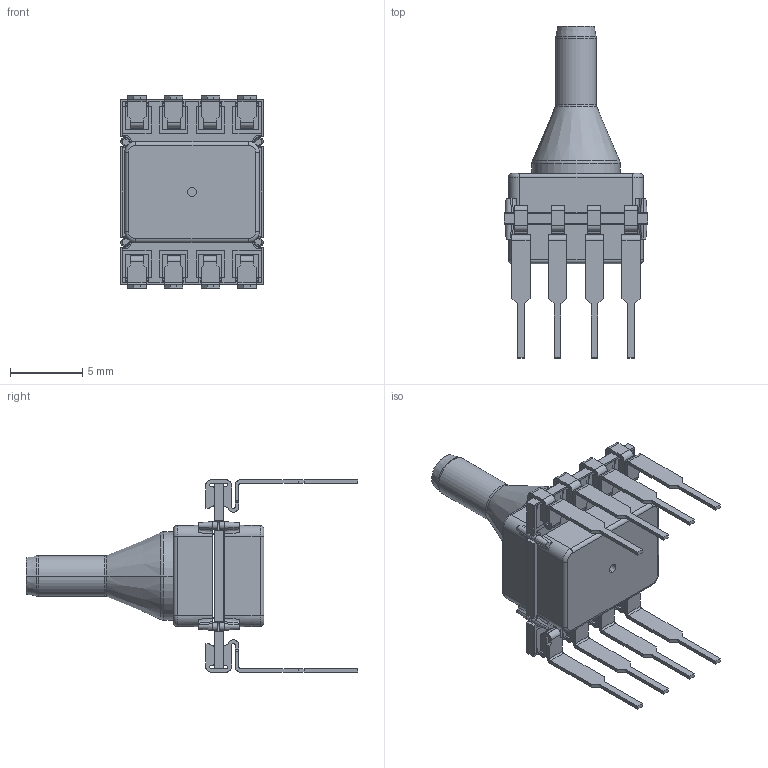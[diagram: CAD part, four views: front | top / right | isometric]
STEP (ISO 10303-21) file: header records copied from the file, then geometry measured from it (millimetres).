
FILE_DESCRIPTION (( 'STEP AP203' ), '1' );
FILE_NAME ('HKND.STEP', '2020-01-31T18:24:50', ( '' ), ( '' ), 'SwSTEP 2.0', 'SolidWorks 2010', '' );
FILE_SCHEMA (( 'CONFIG_CONTROL_DESIGN' ));
Length unit declared in the file: inch
Products named in the file (5): ceramic-DIP; AS01-06-023_DIP for ELV; AS01-01-044 Rev A; HKND; AS01-01-047 Rev A
Assembly tree (11 placements, depth 2):
  HKND
    AS01-01-044 Rev A
    ceramic-DIP
    AS01-06-023_DIP for ELV  x8
    AS01-01-047 Rev A
Bounding box: 9.9 x 22.95 x 13.3 mm (x, y, z)
Volume: 426.7 mm3; surface area: 1650.9 mm2
Topology: 14 solids, 15 shells, 909 faces, 2470 edges, 1620 vertices
Faces by surface type: plane 595, cylinder 228, torus 38, cone 32, bspline 16
Entity records: 18976 total; most frequent: CARTESIAN_POINT 3733, ORIENTED_EDGE 3050, DIRECTION 3015, EDGE_CURVE 1525, LINE 1063, VECTOR 1063, VERTEX_POINT 990, AXIS2_PLACEMENT_3D 976
